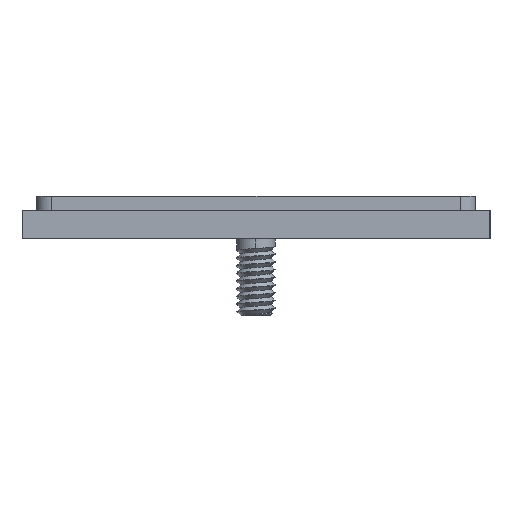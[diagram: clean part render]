
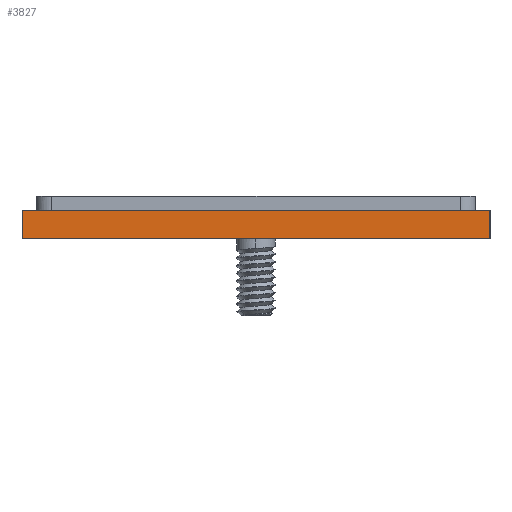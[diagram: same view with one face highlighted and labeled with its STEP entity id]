
A CAD part, left-side view. The second image highlights one B-rep face of the part: STEP entity #3827.
In plain terms, the highlighted free-form (B-spline) face has degree [1, 1] with [2, 2] control points.
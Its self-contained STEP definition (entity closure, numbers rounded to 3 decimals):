
#2869 = EDGE_CURVE('',#2870,#2872,#2874,.T.);
#2870 = VERTEX_POINT('',#2871);
#2871 = CARTESIAN_POINT('',(322.138,156.98,
    -7.055));
#2872 = VERTEX_POINT('',#2873);
#2873 = CARTESIAN_POINT('',(322.138,233.378,
    -7.055));
#2874 = B_SPLINE_CURVE_WITH_KNOTS('',1,(#2875,#2876),.UNSPECIFIED.,.F.,
  .F.,(2,2),(-77.04,0.),.PIECEWISE_BEZIER_KNOTS.);
#2875 = CARTESIAN_POINT('',(322.138,156.98,
    -7.055));
#2876 = CARTESIAN_POINT('',(322.138,233.378,
    -7.055));
#3827 = ADVANCED_FACE('',(#3828),#3850,.F.);
#3828 = FACE_BOUND('',#3829,.T.);
#3829 = EDGE_LOOP('',(#3830,#3831,#3838,#3845));
#3830 = ORIENTED_EDGE('',*,*,#2869,.T.);
#3831 = ORIENTED_EDGE('',*,*,#3832,.F.);
#3832 = EDGE_CURVE('',#3833,#2872,#3835,.T.);
#3833 = VERTEX_POINT('',#3834);
#3834 = CARTESIAN_POINT('',(322.138,233.378,
    -11.685));
#3835 = B_SPLINE_CURVE_WITH_KNOTS('',1,(#3836,#3837),.UNSPECIFIED.,.F.,
  .F.,(2,2),(0.,4.669),.PIECEWISE_BEZIER_KNOTS.);
#3836 = CARTESIAN_POINT('',(322.138,233.378,
    -11.685));
#3837 = CARTESIAN_POINT('',(322.138,233.378,
    -7.055));
#3838 = ORIENTED_EDGE('',*,*,#3839,.F.);
#3839 = EDGE_CURVE('',#3840,#3833,#3842,.T.);
#3840 = VERTEX_POINT('',#3841);
#3841 = CARTESIAN_POINT('',(322.138,156.98,
    -11.685));
#3842 = B_SPLINE_CURVE_WITH_KNOTS('',1,(#3843,#3844),.UNSPECIFIED.,.F.,
  .F.,(2,2),(-77.04,0.),.PIECEWISE_BEZIER_KNOTS.);
#3843 = CARTESIAN_POINT('',(322.138,156.98,
    -11.685));
#3844 = CARTESIAN_POINT('',(322.138,233.378,
    -11.685));
#3845 = ORIENTED_EDGE('',*,*,#3846,.T.);
#3846 = EDGE_CURVE('',#3840,#2870,#3847,.T.);
#3847 = B_SPLINE_CURVE_WITH_KNOTS('',1,(#3848,#3849),.UNSPECIFIED.,.F.,
  .F.,(2,2),(0.,4.669),.PIECEWISE_BEZIER_KNOTS.);
#3848 = CARTESIAN_POINT('',(322.138,156.98,
    -11.685));
#3849 = CARTESIAN_POINT('',(322.138,156.98,
    -7.055));
#3850 = B_SPLINE_SURFACE_WITH_KNOTS('',1,1,(
    (#3851,#3852)
    ,(#3853,#3854
    )),.UNSPECIFIED.,.F.,.F.,.F.,(2,2),(2,2),(-4.669,0.),(
    -77.04,0.),.PIECEWISE_BEZIER_KNOTS.);
#3851 = CARTESIAN_POINT('',(322.138,156.98,
    -7.055));
#3852 = CARTESIAN_POINT('',(322.138,233.378,
    -7.055));
#3853 = CARTESIAN_POINT('',(322.138,156.98,
    -11.685));
#3854 = CARTESIAN_POINT('',(322.138,233.378,
    -11.685));
